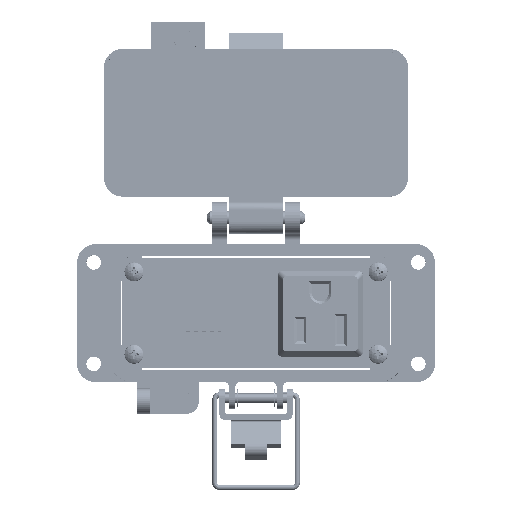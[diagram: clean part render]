
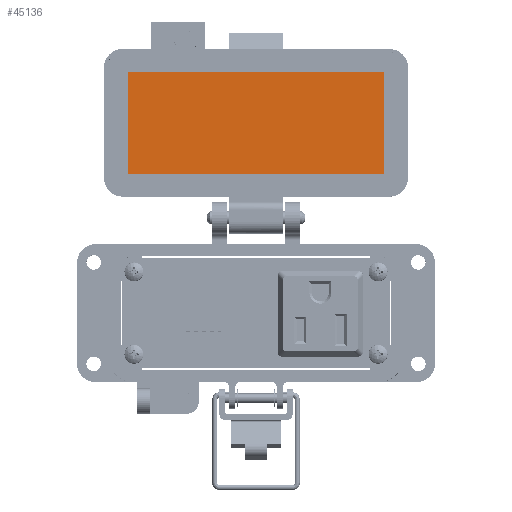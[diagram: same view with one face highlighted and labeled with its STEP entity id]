
A CAD part, top view. The second image highlights one B-rep face of the part: STEP entity #45136.
In plain terms, the highlighted planar face has unit normal (0, 0, 1).
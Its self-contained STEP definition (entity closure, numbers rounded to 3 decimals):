
#1575 = AXIS2_PLACEMENT_3D ( 'NONE', #22392, #27260, #61554 ) ;
#2866 = VECTOR ( 'NONE', #16218, 1000. ) ;
#13391 = DIRECTION ( 'NONE',  ( 1., 0., 0. ) ) ;
#14590 = EDGE_CURVE ( 'NONE', #61536, #51703, #15232, .T. ) ;
#15168 = VECTOR ( 'NONE', #45716, 1000. ) ;
#15232 = LINE ( 'NONE', #27924, #41292 ) ;
#16218 = DIRECTION ( 'NONE',  ( 0., -1., 0. ) ) ;
#17963 = EDGE_CURVE ( 'NONE', #51703, #26854, #28954, .T. ) ;
#20444 = CARTESIAN_POINT ( 'NONE',  ( 40.25, 83.154, -25.55 ) ) ;
#22392 = CARTESIAN_POINT ( 'NONE',  ( -8.5, 67.154, -25.55 ) ) ;
#23968 = CARTESIAN_POINT ( 'NONE',  ( -40.25, 51.154, -25.55 ) ) ;
#24153 = EDGE_CURVE ( 'NONE', #29635, #61536, #60239, .T. ) ;
#24614 = DIRECTION ( 'NONE',  ( 0., 1., 0. ) ) ;
#26216 = CARTESIAN_POINT ( 'NONE',  ( 42., 51.154, -25.55 ) ) ;
#26854 = VERTEX_POINT ( 'NONE', #35843 ) ;
#27260 = DIRECTION ( 'NONE',  ( 0., 0., 1. ) ) ;
#27744 = ORIENTED_EDGE ( 'NONE', *, *, #17963, .F. ) ;
#27924 = CARTESIAN_POINT ( 'NONE',  ( -8.5, 83.154, -25.55 ) ) ;
#28954 = LINE ( 'NONE', #45533, #2866 ) ;
#29635 = VERTEX_POINT ( 'NONE', #23968 ) ;
#30390 = EDGE_CURVE ( 'NONE', #26854, #29635, #54215, .T. ) ;
#31979 = PLANE ( 'NONE',  #1575 ) ;
#35843 = CARTESIAN_POINT ( 'NONE',  ( 40.25, 51.154, -25.55 ) ) ;
#39193 = CARTESIAN_POINT ( 'NONE',  ( -40.25, 67.154, -25.55 ) ) ;
#39910 = CARTESIAN_POINT ( 'NONE',  ( -40.25, 83.154, -25.55 ) ) ;
#40822 = ORIENTED_EDGE ( 'NONE', *, *, #14590, .F. ) ;
#41292 = VECTOR ( 'NONE', #13391, 1000. ) ;
#45136 = ADVANCED_FACE ( 'NONE', ( #61144 ), #31979, .T. ) ;
#45533 = CARTESIAN_POINT ( 'NONE',  ( 40.25, 67.154, -25.55 ) ) ;
#45677 = VECTOR ( 'NONE', #24614, 1000. ) ;
#45716 = DIRECTION ( 'NONE',  ( -1., 0., 0. ) ) ;
#51606 = ORIENTED_EDGE ( 'NONE', *, *, #30390, .F. ) ;
#51703 = VERTEX_POINT ( 'NONE', #20444 ) ;
#54215 = LINE ( 'NONE', #26216, #15168 ) ;
#60239 = LINE ( 'NONE', #39193, #45677 ) ;
#60852 = ORIENTED_EDGE ( 'NONE', *, *, #24153, .F. ) ;
#61144 = FACE_OUTER_BOUND ( 'NONE', #61383, .T. ) ;
#61383 = EDGE_LOOP ( 'NONE', ( #40822, #60852, #51606, #27744 ) ) ;
#61536 = VERTEX_POINT ( 'NONE', #39910 ) ;
#61554 = DIRECTION ( 'NONE',  ( 0., -1., 0. ) ) ;
